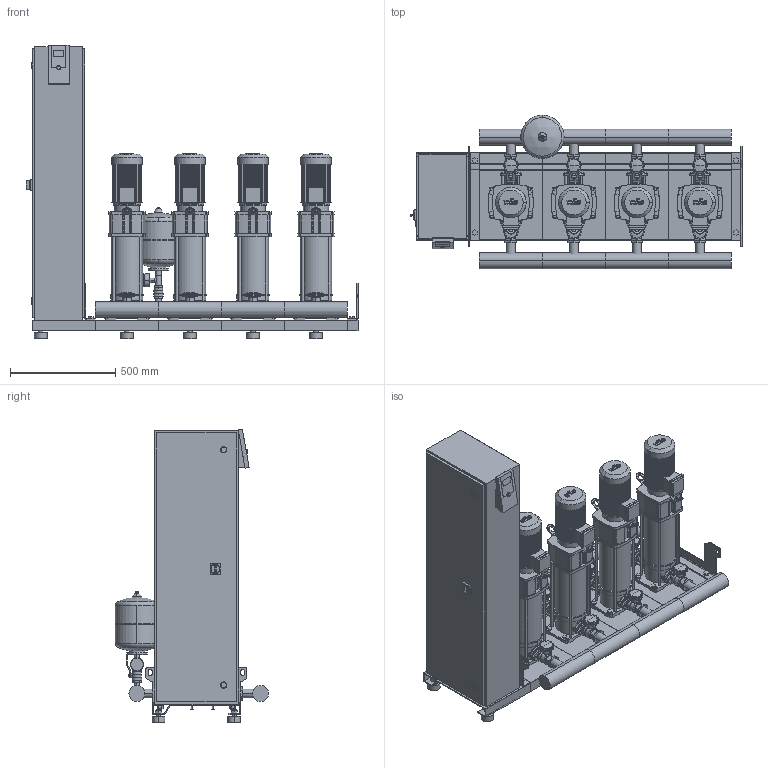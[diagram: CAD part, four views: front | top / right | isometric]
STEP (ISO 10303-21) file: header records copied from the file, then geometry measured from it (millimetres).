
FILE_DESCRIPTION((''),'2;1');
FILE_NAME('3d_SiBoostSmartFC4HELIXV606-2536064.stp','2017-09-26T09:40:07',(''),(''),'Mechanical Desktop 2009','Mechanical Desktop 2009',', , ');
FILE_SCHEMA(('CONFIG_CONTROL_DESIGN'));
Length unit declared in the file: millimetre
Products named in the file (1): Product
Bounding box: 1580 x 730.05 x 1398.4 mm (x, y, z)
Volume: 212890999.3 mm3; surface area: 12023739.7 mm2
Topology: 177 solids, 177 shells, 5236 faces, 13358 edges, 8772 vertices
Faces by surface type: plane 2207, cylinder 1394, bspline 1393, cone 202, torus 34, sphere 6
Entity records: 167486 total; most frequent: CARTESIAN_POINT 41776, ORIENTED_EDGE 26676, DIRECTION 24378, EDGE_CURVE 13338, VERTEX_POINT 8768, VECTOR 8762, LINE 8762, AXIS2_PLACEMENT_3D 7808
